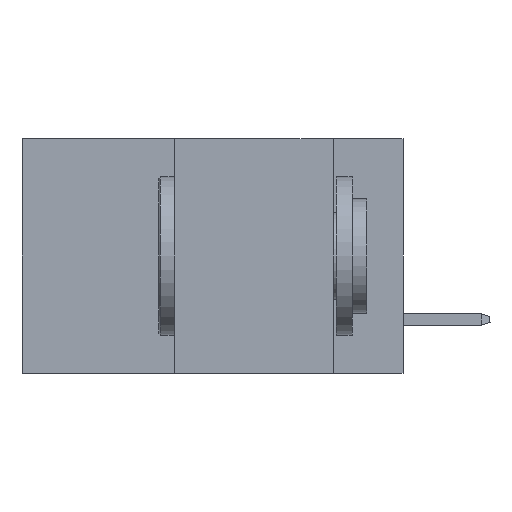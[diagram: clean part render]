
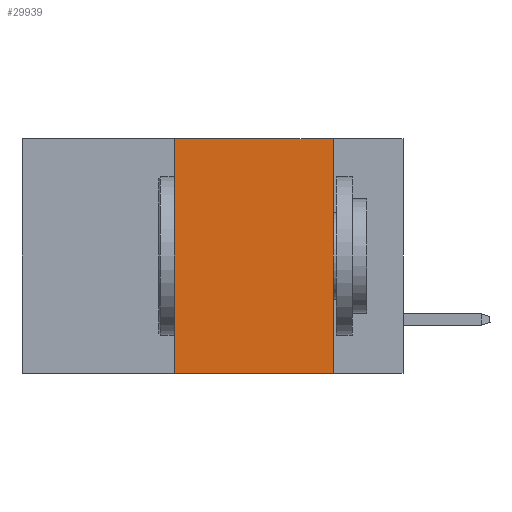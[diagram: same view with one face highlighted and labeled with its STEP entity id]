
A CAD part, left-side view. The second image highlights one B-rep face of the part: STEP entity #29939.
In plain terms, the highlighted planar face has unit normal (-1, 0, 0).
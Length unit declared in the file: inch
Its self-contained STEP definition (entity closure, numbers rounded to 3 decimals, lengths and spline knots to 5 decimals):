
#751 = ORIENTED_EDGE ( 'NONE', *, *, #42904, .T. ) ;
#1041 = DIRECTION ( 'NONE',  ( 0., -1., 0. ) ) ;
#1152 = DIRECTION ( 'NONE',  ( 0., 0., -1. ) ) ;
#1403 = FACE_OUTER_BOUND ( 'NONE', #22563, .T. ) ;
#1570 = CARTESIAN_POINT ( 'NONE',  ( 0., 0.6, -0.37 ) ) ;
#1696 = LINE ( 'NONE', #13438, #20260 ) ;
#2019 = VECTOR ( 'NONE', #16307, 39.37008 ) ;
#2419 = DIRECTION ( 'NONE',  ( 0., 0., 1. ) ) ;
#5091 = DIRECTION ( 'NONE',  ( 1., 0., 0. ) ) ;
#7959 = EDGE_CURVE ( 'NONE', #43616, #14389, #34928, .T. ) ;
#8249 = ORIENTED_EDGE ( 'NONE', *, *, #30698, .F. ) ;
#10933 = CARTESIAN_POINT ( 'NONE',  ( 0., 0.11, -0.37 ) ) ;
#13085 = LINE ( 'NONE', #1570, #2019 ) ;
#13438 = CARTESIAN_POINT ( 'NONE',  ( 0., 0.36, 0. ) ) ;
#14389 = VERTEX_POINT ( 'NONE', #20009 ) ;
#16307 = DIRECTION ( 'NONE',  ( 0., -1., 0. ) ) ;
#18689 = DIRECTION ( 'NONE',  ( 0., 0., -1. ) ) ;
#20009 = CARTESIAN_POINT ( 'NONE',  ( 0., 0.11, 0. ) ) ;
#20260 = VECTOR ( 'NONE', #2419, 39.37008 ) ;
#21377 = VERTEX_POINT ( 'NONE', #10933 ) ;
#21610 = CARTESIAN_POINT ( 'NONE',  ( 0., 0.36, 0. ) ) ;
#22113 = LINE ( 'NONE', #29495, #41849 ) ;
#22205 = ORIENTED_EDGE ( 'NONE', *, *, #35518, .F. ) ;
#22563 = EDGE_LOOP ( 'NONE', ( #22205, #36952, #8249, #751 ) ) ;
#29495 = CARTESIAN_POINT ( 'NONE',  ( 0., 0.11, 0. ) ) ;
#29939 = ADVANCED_FACE ( 'NONE', ( #1403 ), #34774, .F. ) ;
#30698 = EDGE_CURVE ( 'NONE', #41905, #43616, #1696, .T. ) ;
#31567 = CARTESIAN_POINT ( 'NONE',  ( 0., 0.6, 0. ) ) ;
#32848 = AXIS2_PLACEMENT_3D ( 'NONE', #31567, #5091, #1152 ) ;
#33438 = CARTESIAN_POINT ( 'NONE',  ( 0., 0.36, -0.37 ) ) ;
#34774 = PLANE ( 'NONE',  #32848 ) ;
#34928 = LINE ( 'NONE', #38372, #41059 ) ;
#35518 = EDGE_CURVE ( 'NONE', #14389, #21377, #22113, .T. ) ;
#36952 = ORIENTED_EDGE ( 'NONE', *, *, #7959, .F. ) ;
#38372 = CARTESIAN_POINT ( 'NONE',  ( 0., 0.6, 0. ) ) ;
#41059 = VECTOR ( 'NONE', #1041, 39.37008 ) ;
#41849 = VECTOR ( 'NONE', #18689, 39.37008 ) ;
#41905 = VERTEX_POINT ( 'NONE', #33438 ) ;
#42904 = EDGE_CURVE ( 'NONE', #41905, #21377, #13085, .T. ) ;
#43616 = VERTEX_POINT ( 'NONE', #21610 ) ;
